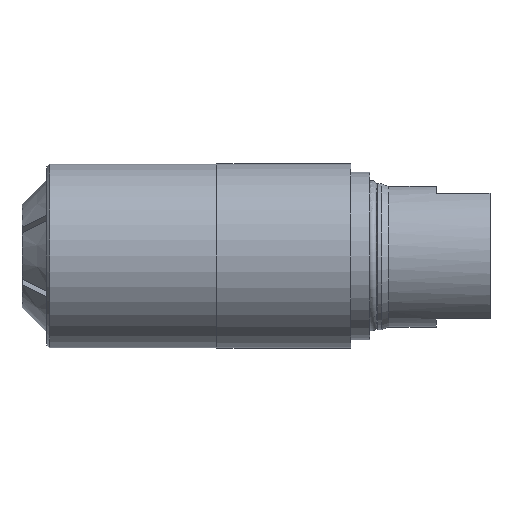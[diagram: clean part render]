
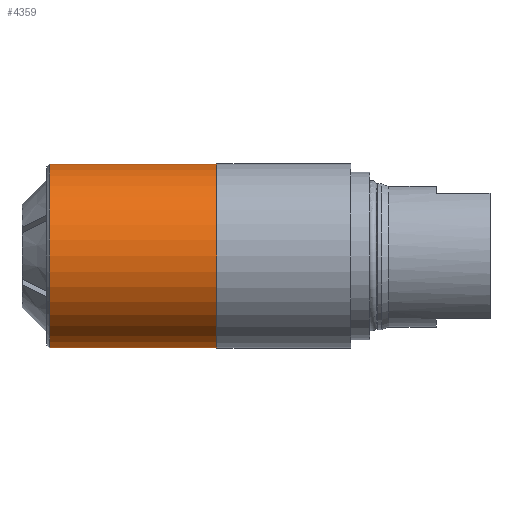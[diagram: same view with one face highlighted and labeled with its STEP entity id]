
A CAD part, front view. The second image highlights one B-rep face of the part: STEP entity #4359.
In plain terms, the highlighted cylindrical face has radius 17.462 mm (diameter 34.925 mm), a full revolution.
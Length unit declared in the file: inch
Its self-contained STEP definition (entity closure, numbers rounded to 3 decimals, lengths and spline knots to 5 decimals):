
#71=CYLINDRICAL_SURFACE('',#4797,0.6875);
#423=LINE('',#8283,#646);
#646=VECTOR('',#5840,0.6875);
#923=FACE_OUTER_BOUND('',#1142,.T.);
#1142=EDGE_LOOP('',(#3722,#3723,#3724,#3725,#3726,#3727));
#1471=CIRCLE('',#4795,0.6875);
#1472=CIRCLE('',#4796,0.6875);
#1473=CIRCLE('',#4798,0.6875);
#1474=CIRCLE('',#4799,0.6875);
#1909=VERTEX_POINT('',#8273);
#1910=VERTEX_POINT('',#8274);
#1911=VERTEX_POINT('',#8279);
#1912=VERTEX_POINT('',#8280);
#2536=EDGE_CURVE('',#1909,#1910,#1471,.T.);
#2537=EDGE_CURVE('',#1910,#1909,#1472,.T.);
#2539=EDGE_CURVE('',#1911,#1912,#1473,.T.);
#2540=EDGE_CURVE('',#1912,#1911,#1474,.T.);
#2541=EDGE_CURVE('',#1912,#1910,#423,.T.);
#3722=ORIENTED_EDGE('',*,*,#2539,.F.);
#3723=ORIENTED_EDGE('',*,*,#2540,.F.);
#3724=ORIENTED_EDGE('',*,*,#2541,.T.);
#3725=ORIENTED_EDGE('',*,*,#2537,.T.);
#3726=ORIENTED_EDGE('',*,*,#2536,.T.);
#3727=ORIENTED_EDGE('',*,*,#2541,.F.);
#4359=ADVANCED_FACE('',(#923),#71,.T.);
#4795=AXIS2_PLACEMENT_3D('',#8275,#5829,#5830);
#4796=AXIS2_PLACEMENT_3D('',#8276,#5831,#5832);
#4797=AXIS2_PLACEMENT_3D('',#8278,#5834,#5835);
#4798=AXIS2_PLACEMENT_3D('',#8281,#5836,#5837);
#4799=AXIS2_PLACEMENT_3D('',#8282,#5838,#5839);
#5829=DIRECTION('center_axis',(1.,0.,0.));
#5830=DIRECTION('ref_axis',(0.,-1.,0.));
#5831=DIRECTION('center_axis',(1.,0.,0.));
#5832=DIRECTION('ref_axis',(0.,-1.,0.));
#5834=DIRECTION('center_axis',(1.,0.,0.));
#5835=DIRECTION('ref_axis',(0.,-1.,0.));
#5836=DIRECTION('center_axis',(1.,0.,0.));
#5837=DIRECTION('ref_axis',(0.,-1.,0.));
#5838=DIRECTION('center_axis',(1.,0.,0.));
#5839=DIRECTION('ref_axis',(0.,-1.,0.));
#5840=DIRECTION('',(-1.,0.,0.));
#8273=CARTESIAN_POINT('',(-1.14122,-0.6875,0.));
#8274=CARTESIAN_POINT('',(-1.14122,0.6875,0.));
#8275=CARTESIAN_POINT('Origin',(-1.14122,0.,
0.));
#8276=CARTESIAN_POINT('Origin',(-1.14122,0.,
0.));
#8278=CARTESIAN_POINT('Origin',(-0.51622,0.,
0.));
#8279=CARTESIAN_POINT('',(0.10878,-0.6875,0.));
#8280=CARTESIAN_POINT('',(0.10878,0.6875,0.));
#8281=CARTESIAN_POINT('Origin',(0.10878,0.,
0.));
#8282=CARTESIAN_POINT('Origin',(0.10878,0.,
0.));
#8283=CARTESIAN_POINT('',(-0.51622,0.6875,0.));
